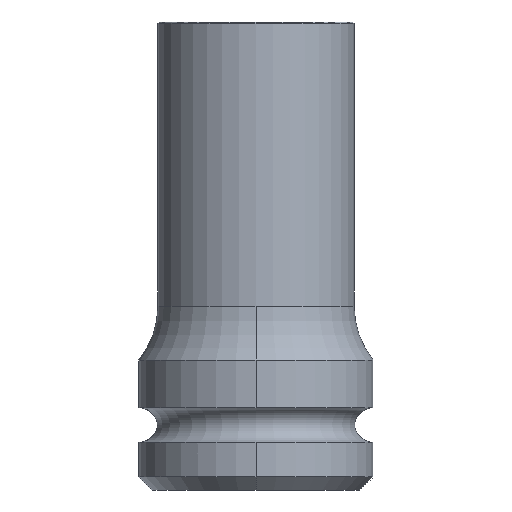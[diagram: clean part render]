
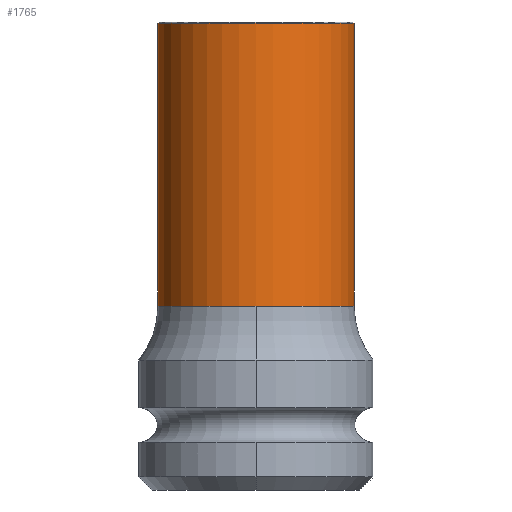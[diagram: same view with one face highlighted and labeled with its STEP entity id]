
A CAD part, left-side view. The second image highlights one B-rep face of the part: STEP entity #1765.
In plain terms, the highlighted cylindrical face has radius 22.65 mm (diameter 45.3 mm), a partial arc.
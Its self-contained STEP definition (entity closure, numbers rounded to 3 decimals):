
#487=DIRECTION('',(0.,0.,1.));
#488=VECTOR('',#487,65.247);
#489=CARTESIAN_POINT('',(0.,22.65,42.453));
#490=LINE('',#489,#488);
#491=DIRECTION('',(0.,0.,1.));
#492=VECTOR('',#491,65.247);
#493=CARTESIAN_POINT('',(0.,-22.65,42.453));
#494=LINE('',#493,#492);
#757=CARTESIAN_POINT('',(0.,0.,107.7));
#758=DIRECTION('',(0.,0.,1.));
#759=DIRECTION('',(0.,1.,0.));
#760=AXIS2_PLACEMENT_3D('',#757,#758,#759);
#762=CARTESIAN_POINT('',(0.,0.,42.453));
#763=DIRECTION('',(0.,0.,1.));
#764=DIRECTION('',(-1.,0.,0.));
#765=AXIS2_PLACEMENT_3D('',#762,#763,#764);
#767=CARTESIAN_POINT('',(0.,0.,42.453));
#768=DIRECTION('',(0.,0.,1.));
#769=DIRECTION('',(0.,1.,0.));
#770=AXIS2_PLACEMENT_3D('',#767,#768,#769);
#899=CARTESIAN_POINT('',(0.,22.65,42.453));
#900=CARTESIAN_POINT('',(-22.65,0.,42.453));
#901=VERTEX_POINT('',#899);
#902=VERTEX_POINT('',#900);
#903=CARTESIAN_POINT('',(0.,-22.65,42.453));
#904=VERTEX_POINT('',#903);
#934=CARTESIAN_POINT('',(0.,-22.65,107.7));
#935=CARTESIAN_POINT('',(0.,22.65,107.7));
#936=VERTEX_POINT('',#934);
#937=VERTEX_POINT('',#935);
#1752=CARTESIAN_POINT('',(0.,0.,26.1));
#1753=DIRECTION('',(0.,0.,1.));
#1754=DIRECTION('',(0.,1.,0.));
#1755=AXIS2_PLACEMENT_3D('',#1752,#1753,#1754);
#1756=CYLINDRICAL_SURFACE('',#1755,22.65);
#1757=ORIENTED_EDGE('',*,*,#1746,.T.);
#1758=ORIENTED_EDGE('',*,*,#1428,.F.);
#1759=ORIENTED_EDGE('',*,*,#1413,.F.);
#1761=ORIENTED_EDGE('',*,*,#1760,.F.);
#1762=ORIENTED_EDGE('',*,*,#1425,.T.);
#1763=EDGE_LOOP('',(#1757,#1758,#1759,#1761,#1762));
#1764=FACE_OUTER_BOUND('',#1763,.F.);
#1765=ADVANCED_FACE('',(#1764),#1756,.T.);
#761=CIRCLE('',#760,22.65);
#766=CIRCLE('',#765,22.65);
#771=CIRCLE('',#770,22.65);
#1413=EDGE_CURVE('',#902,#904,#766,.T.);
#1425=EDGE_CURVE('',#901,#937,#490,.T.);
#1428=EDGE_CURVE('',#904,#936,#494,.T.);
#1746=EDGE_CURVE('',#937,#936,#761,.T.);
#1760=EDGE_CURVE('',#901,#902,#771,.T.);
